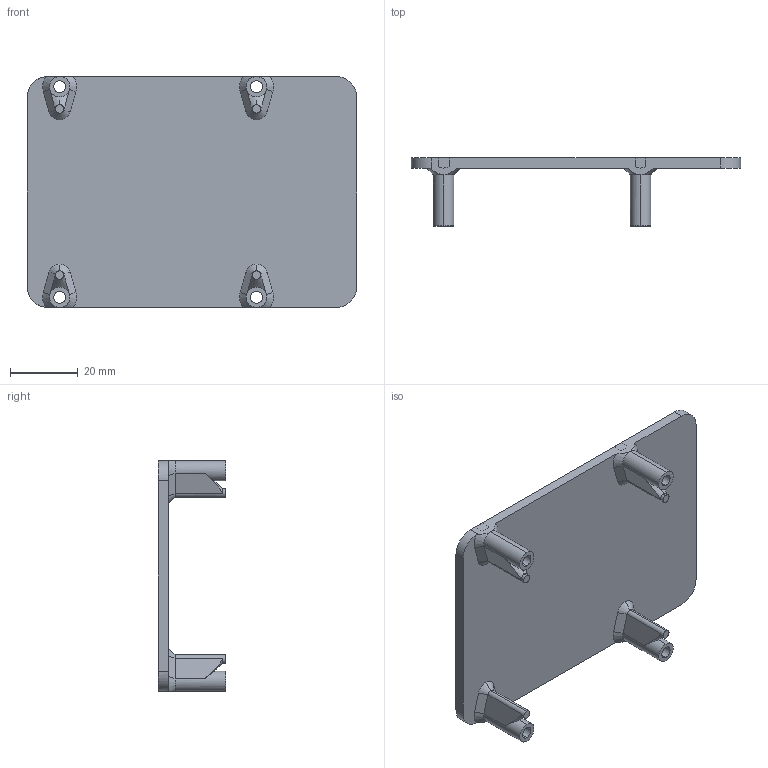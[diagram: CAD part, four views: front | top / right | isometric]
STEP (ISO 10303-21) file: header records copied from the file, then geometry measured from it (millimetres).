
FILE_DESCRIPTION (( 'STEP AP214' ), '1' );
FILE_NAME ('pi_case.STEP', '2022-11-20T02:03:50', ( '' ), ( '' ), 'SwSTEP 2.0', 'SolidWorks 2020', '' );
FILE_SCHEMA (( 'AUTOMOTIVE_DESIGN' ));
Length unit declared in the file: millimetre
Products named in the file (1): pi_case
Bounding box: 97 x 20 x 68 mm (x, y, z)
Volume: 21865.7 mm3; surface area: 16715.5 mm2
Topology: 1 solids, 1 shells, 110 faces, 286 edges, 178 vertices
Faces by surface type: plane 54, cone 28, cylinder 28
Entity records: 3850 total; most frequent: CARTESIAN_POINT 1167, ORIENTED_EDGE 572, DIRECTION 528, EDGE_CURVE 286, AXIS2_PLACEMENT_3D 189, VERTEX_POINT 178, VECTOR 150, LINE 150
